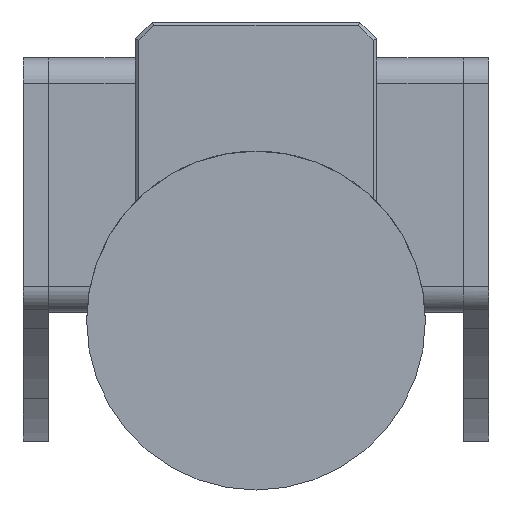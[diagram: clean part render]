
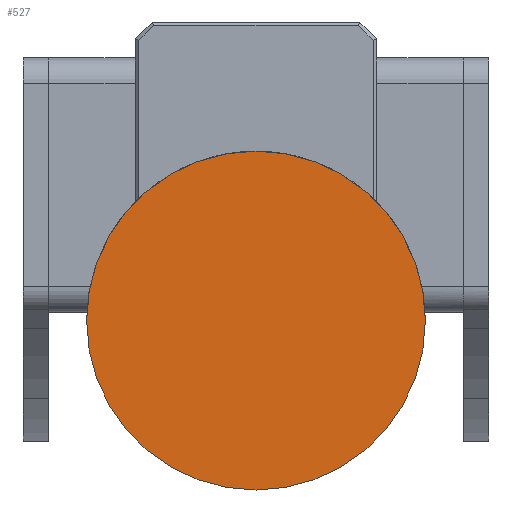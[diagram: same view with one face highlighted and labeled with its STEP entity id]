
A CAD part, front view. The second image highlights one B-rep face of the part: STEP entity #527.
In plain terms, the highlighted planar face has unit normal (0, -1, 0).
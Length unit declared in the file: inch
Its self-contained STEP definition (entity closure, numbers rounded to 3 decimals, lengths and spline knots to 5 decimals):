
#95 = AXIS2_PLACEMENT_3D ( 'NONE', #469, #817, #2751 ) ;
#335 = PLANE ( 'NONE',  #1961 ) ;
#368 = CARTESIAN_POINT ( 'NONE',  ( -0.00632, -2.74584, -0.00632 ) ) ;
#374 = CARTESIAN_POINT ( 'NONE',  ( 0.78108, -2.74584, -0.00632 ) ) ;
#458 = AXIS2_PLACEMENT_3D ( 'NONE', #368, #1389, #2324 ) ;
#469 = CARTESIAN_POINT ( 'NONE',  ( -0.00632, -2.74584, -0.00632 ) ) ;
#527 = ADVANCED_FACE ( 'NONE', ( #543 ), #335, .F. ) ;
#543 = FACE_OUTER_BOUND ( 'NONE', #4111, .T. ) ;
#668 = CARTESIAN_POINT ( 'NONE',  ( -0.00632, -2.74584, -0.00632 ) ) ;
#678 = VERTEX_POINT ( 'NONE', #374 ) ;
#806 = CARTESIAN_POINT ( 'NONE',  ( -0.79372, -2.74584, -0.00632 ) ) ;
#817 = DIRECTION ( 'NONE',  ( 0., 1., 0. ) ) ;
#822 = VERTEX_POINT ( 'NONE', #806 ) ;
#1389 = DIRECTION ( 'NONE',  ( 0., 1., 0. ) ) ;
#1405 = EDGE_CURVE ( 'NONE', #822, #678, #2617, .T. ) ;
#1412 = ORIENTED_EDGE ( 'NONE', *, *, #3089, .F. ) ;
#1789 = ORIENTED_EDGE ( 'NONE', *, *, #1405, .F. ) ;
#1961 = AXIS2_PLACEMENT_3D ( 'NONE', #668, #2936, #3562 ) ;
#2324 = DIRECTION ( 'NONE',  ( -1., 0., 0. ) ) ;
#2417 = CIRCLE ( 'NONE', #458, 0.7874 ) ;
#2617 = CIRCLE ( 'NONE', #95, 0.7874 ) ;
#2751 = DIRECTION ( 'NONE',  ( -1., 0., 0. ) ) ;
#2936 = DIRECTION ( 'NONE',  ( 0., 1., 0. ) ) ;
#3089 = EDGE_CURVE ( 'NONE', #678, #822, #2417, .T. ) ;
#3562 = DIRECTION ( 'NONE',  ( 1., 0., 0. ) ) ;
#4111 = EDGE_LOOP ( 'NONE', ( #1789, #1412 ) ) ;
